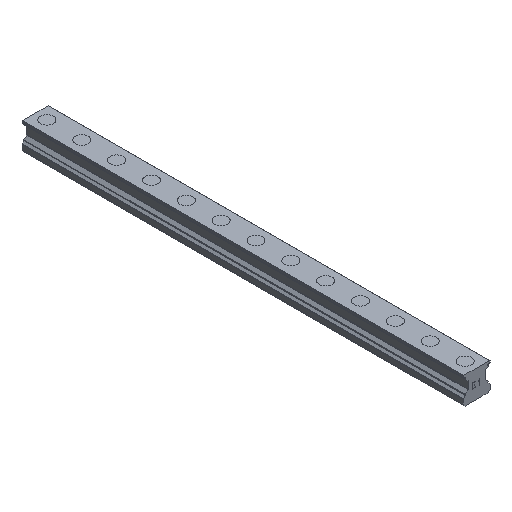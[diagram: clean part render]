
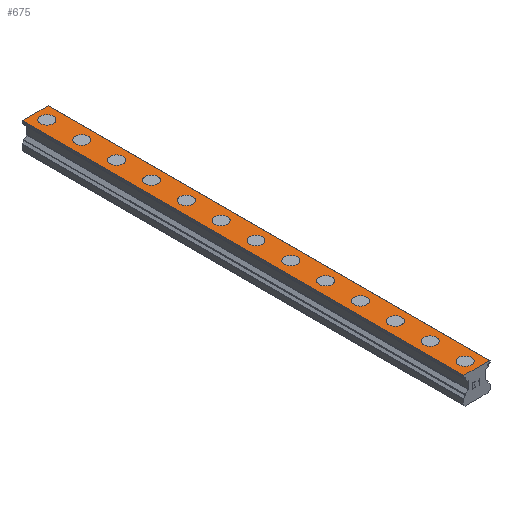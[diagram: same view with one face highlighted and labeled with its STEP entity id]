
A CAD part, isometric view. The second image highlights one B-rep face of the part: STEP entity #675.
In plain terms, the highlighted planar face has unit normal (0, 0, 1).
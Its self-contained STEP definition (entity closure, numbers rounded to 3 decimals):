
#675=ADVANCED_FACE('',(#1399,#1400,#1401,#1402,#1403,#1404,#1405,#1406,#1407,#1408,#1409,#1410,#1411,#1412),#1413,.T.);
#1399=FACE_BOUND('',#2152,.T.);
#1400=FACE_BOUND('',#2153,.T.);
#1401=FACE_BOUND('',#2154,.T.);
#1402=FACE_BOUND('',#2155,.T.);
#1403=FACE_BOUND('',#2156,.T.);
#1404=FACE_BOUND('',#2157,.T.);
#1405=FACE_BOUND('',#2158,.T.);
#1406=FACE_BOUND('',#2159,.T.);
#1407=FACE_BOUND('',#2160,.T.);
#1408=FACE_BOUND('',#2161,.T.);
#1409=FACE_BOUND('',#2162,.T.);
#1410=FACE_BOUND('',#2163,.T.);
#1411=FACE_BOUND('',#2164,.T.);
#1412=FACE_OUTER_BOUND('',#2165,.T.);
#1413=PLANE('',#2166);
#2152=EDGE_LOOP('',(#4081,#4082));
#2153=EDGE_LOOP('',(#4083,#4084));
#2154=EDGE_LOOP('',(#4085,#4086));
#2155=EDGE_LOOP('',(#4087,#4088));
#2156=EDGE_LOOP('',(#4089,#4090));
#2157=EDGE_LOOP('',(#4091,#4092));
#2158=EDGE_LOOP('',(#4093,#4094));
#2159=EDGE_LOOP('',(#4095,#4096));
#2160=EDGE_LOOP('',(#4097,#4098));
#2161=EDGE_LOOP('',(#4099,#4100));
#2162=EDGE_LOOP('',(#4101,#4102));
#2163=EDGE_LOOP('',(#4103,#4104));
#2164=EDGE_LOOP('',(#4105,#4106));
#2165=EDGE_LOOP('',(#4107,#4108,#4109,#4110));
#2166=AXIS2_PLACEMENT_3D('',#4111,#4112,#4113);
#4081=ORIENTED_EDGE('',*,*,#4442,.T.);
#4082=ORIENTED_EDGE('',*,*,#4935,.T.);
#4083=ORIENTED_EDGE('',*,*,#4432,.T.);
#4084=ORIENTED_EDGE('',*,*,#4941,.T.);
#4085=ORIENTED_EDGE('',*,*,#4422,.T.);
#4086=ORIENTED_EDGE('',*,*,#4947,.T.);
#4087=ORIENTED_EDGE('',*,*,#4412,.T.);
#4088=ORIENTED_EDGE('',*,*,#4953,.T.);
#4089=ORIENTED_EDGE('',*,*,#4402,.T.);
#4090=ORIENTED_EDGE('',*,*,#4959,.T.);
#4091=ORIENTED_EDGE('',*,*,#4392,.T.);
#4092=ORIENTED_EDGE('',*,*,#4965,.T.);
#4093=ORIENTED_EDGE('',*,*,#4382,.T.);
#4094=ORIENTED_EDGE('',*,*,#4971,.T.);
#4095=ORIENTED_EDGE('',*,*,#4372,.T.);
#4096=ORIENTED_EDGE('',*,*,#4977,.T.);
#4097=ORIENTED_EDGE('',*,*,#4362,.T.);
#4098=ORIENTED_EDGE('',*,*,#4983,.T.);
#4099=ORIENTED_EDGE('',*,*,#4352,.T.);
#4100=ORIENTED_EDGE('',*,*,#4989,.T.);
#4101=ORIENTED_EDGE('',*,*,#4342,.T.);
#4102=ORIENTED_EDGE('',*,*,#4995,.T.);
#4103=ORIENTED_EDGE('',*,*,#4332,.T.);
#4104=ORIENTED_EDGE('',*,*,#5001,.T.);
#4105=ORIENTED_EDGE('',*,*,#4322,.T.);
#4106=ORIENTED_EDGE('',*,*,#5007,.T.);
#4107=ORIENTED_EDGE('',*,*,#4908,.T.);
#4108=ORIENTED_EDGE('',*,*,#5066,.F.);
#4109=ORIENTED_EDGE('',*,*,#4769,.T.);
#4110=ORIENTED_EDGE('',*,*,#5064,.T.);
#4111=CARTESIAN_POINT('',(0.,380.0,23.6));
#4112=DIRECTION('',(0.0,0.0,1.0));
#4113=DIRECTION('',(-1.0,0.0,0.0));
#4322=EDGE_CURVE('',#5130,#5127,#5131,.T.);
#4332=EDGE_CURVE('',#5148,#5145,#5149,.T.);
#4342=EDGE_CURVE('',#5166,#5163,#5167,.T.);
#4352=EDGE_CURVE('',#5184,#5181,#5185,.T.);
#4362=EDGE_CURVE('',#5202,#5199,#5203,.T.);
#4372=EDGE_CURVE('',#5220,#5217,#5221,.T.);
#4382=EDGE_CURVE('',#5238,#5235,#5239,.T.);
#4392=EDGE_CURVE('',#5256,#5253,#5257,.T.);
#4402=EDGE_CURVE('',#5274,#5271,#5275,.T.);
#4412=EDGE_CURVE('',#5292,#5289,#5293,.T.);
#4422=EDGE_CURVE('',#5310,#5307,#5311,.T.);
#4432=EDGE_CURVE('',#5328,#5325,#5329,.T.);
#4442=EDGE_CURVE('',#5346,#5343,#5347,.T.);
#4769=EDGE_CURVE('',#5830,#5828,#5831,.T.);
#4908=EDGE_CURVE('',#6063,#6061,#6064,.T.);
#4935=EDGE_CURVE('',#5343,#5346,#6115,.T.);
#4941=EDGE_CURVE('',#5325,#5328,#6121,.T.);
#4947=EDGE_CURVE('',#5307,#5310,#6127,.T.);
#4953=EDGE_CURVE('',#5289,#5292,#6133,.T.);
#4959=EDGE_CURVE('',#5271,#5274,#6139,.T.);
#4965=EDGE_CURVE('',#5253,#5256,#6145,.T.);
#4971=EDGE_CURVE('',#5235,#5238,#6151,.T.);
#4977=EDGE_CURVE('',#5217,#5220,#6157,.T.);
#4983=EDGE_CURVE('',#5199,#5202,#6163,.T.);
#4989=EDGE_CURVE('',#5181,#5184,#6169,.T.);
#4995=EDGE_CURVE('',#5163,#5166,#6175,.T.);
#5001=EDGE_CURVE('',#5145,#5148,#6181,.T.);
#5007=EDGE_CURVE('',#5127,#5130,#6187,.T.);
#5064=EDGE_CURVE('',#5828,#6063,#6244,.T.);
#5066=EDGE_CURVE('',#5830,#6061,#6246,.T.);
#5127=VERTEX_POINT('',#6309);
#5130=VERTEX_POINT('',#6313);
#5131=CIRCLE('',#6314,5.5);
#5145=VERTEX_POINT('',#6331);
#5148=VERTEX_POINT('',#6335);
#5149=CIRCLE('',#6336,5.5);
#5163=VERTEX_POINT('',#6353);
#5166=VERTEX_POINT('',#6357);
#5167=CIRCLE('',#6358,5.5);
#5181=VERTEX_POINT('',#6375);
#5184=VERTEX_POINT('',#6379);
#5185=CIRCLE('',#6380,5.5);
#5199=VERTEX_POINT('',#6397);
#5202=VERTEX_POINT('',#6401);
#5203=CIRCLE('',#6402,5.5);
#5217=VERTEX_POINT('',#6419);
#5220=VERTEX_POINT('',#6423);
#5221=CIRCLE('',#6424,5.5);
#5235=VERTEX_POINT('',#6441);
#5238=VERTEX_POINT('',#6445);
#5239=CIRCLE('',#6446,5.5);
#5253=VERTEX_POINT('',#6463);
#5256=VERTEX_POINT('',#6467);
#5257=CIRCLE('',#6468,5.5);
#5271=VERTEX_POINT('',#6485);
#5274=VERTEX_POINT('',#6489);
#5275=CIRCLE('',#6490,5.5);
#5289=VERTEX_POINT('',#6507);
#5292=VERTEX_POINT('',#6511);
#5293=CIRCLE('',#6512,5.5);
#5307=VERTEX_POINT('',#6529);
#5310=VERTEX_POINT('',#6533);
#5311=CIRCLE('',#6534,5.5);
#5325=VERTEX_POINT('',#6551);
#5328=VERTEX_POINT('',#6555);
#5329=CIRCLE('',#6556,5.5);
#5343=VERTEX_POINT('',#6573);
#5346=VERTEX_POINT('',#6577);
#5347=CIRCLE('',#6578,5.5);
#5828=VERTEX_POINT('',#7216);
#5830=VERTEX_POINT('',#7219);
#5831=LINE('',#7220,#7221);
#6061=VERTEX_POINT('',#7546);
#6063=VERTEX_POINT('',#7549);
#6064=LINE('',#7550,#7551);
#6115=CIRCLE('',#7618,5.5);
#6121=CIRCLE('',#7624,5.5);
#6127=CIRCLE('',#7630,5.5);
#6133=CIRCLE('',#7636,5.5);
#6139=CIRCLE('',#7642,5.5);
#6145=CIRCLE('',#7648,5.5);
#6151=CIRCLE('',#7654,5.5);
#6157=CIRCLE('',#7660,5.5);
#6163=CIRCLE('',#7666,5.5);
#6169=CIRCLE('',#7672,5.5);
#6175=CIRCLE('',#7678,5.5);
#6181=CIRCLE('',#7684,5.5);
#6187=CIRCLE('',#7690,5.5);
#6244=LINE('',#7773,#7774);
#6246=LINE('',#7776,#7777);
#6309=CARTESIAN_POINT('',(5.5,10.0,23.6));
#6313=CARTESIAN_POINT('',(-5.5,10.0,23.6));
#6314=AXIS2_PLACEMENT_3D('',#7861,#7862,#7863);
#6331=CARTESIAN_POINT('',(5.5,40.0,23.6));
#6335=CARTESIAN_POINT('',(-5.5,40.0,23.6));
#6336=AXIS2_PLACEMENT_3D('',#7877,#7878,#7879);
#6353=CARTESIAN_POINT('',(5.5,70.0,23.6));
#6357=CARTESIAN_POINT('',(-5.5,70.0,23.6));
#6358=AXIS2_PLACEMENT_3D('',#7893,#7894,#7895);
#6375=CARTESIAN_POINT('',(5.5,100.0,23.6));
#6379=CARTESIAN_POINT('',(-5.5,100.0,23.6));
#6380=AXIS2_PLACEMENT_3D('',#7909,#7910,#7911);
#6397=CARTESIAN_POINT('',(5.5,130.0,23.6));
#6401=CARTESIAN_POINT('',(-5.5,130.0,23.6));
#6402=AXIS2_PLACEMENT_3D('',#7925,#7926,#7927);
#6419=CARTESIAN_POINT('',(5.5,160.0,23.6));
#6423=CARTESIAN_POINT('',(-5.5,160.0,23.6));
#6424=AXIS2_PLACEMENT_3D('',#7941,#7942,#7943);
#6441=CARTESIAN_POINT('',(5.5,190.0,23.6));
#6445=CARTESIAN_POINT('',(-5.5,190.0,23.6));
#6446=AXIS2_PLACEMENT_3D('',#7957,#7958,#7959);
#6463=CARTESIAN_POINT('',(5.5,220.0,23.6));
#6467=CARTESIAN_POINT('',(-5.5,220.0,23.6));
#6468=AXIS2_PLACEMENT_3D('',#7973,#7974,#7975);
#6485=CARTESIAN_POINT('',(5.5,250.0,23.6));
#6489=CARTESIAN_POINT('',(-5.5,250.0,23.6));
#6490=AXIS2_PLACEMENT_3D('',#7989,#7990,#7991);
#6507=CARTESIAN_POINT('',(5.5,280.0,23.6));
#6511=CARTESIAN_POINT('',(-5.5,280.0,23.6));
#6512=AXIS2_PLACEMENT_3D('',#8005,#8006,#8007);
#6529=CARTESIAN_POINT('',(5.5,310.0,23.6));
#6533=CARTESIAN_POINT('',(-5.5,310.0,23.6));
#6534=AXIS2_PLACEMENT_3D('',#8021,#8022,#8023);
#6551=CARTESIAN_POINT('',(5.5,340.0,23.6));
#6555=CARTESIAN_POINT('',(-5.5,340.0,23.6));
#6556=AXIS2_PLACEMENT_3D('',#8037,#8038,#8039);
#6573=CARTESIAN_POINT('',(5.5,370.0,23.6));
#6577=CARTESIAN_POINT('',(-5.5,370.0,23.6));
#6578=AXIS2_PLACEMENT_3D('',#8053,#8054,#8055);
#7216=CARTESIAN_POINT('',(-11.1,380.0,23.6));
#7219=CARTESIAN_POINT('',(11.1,380.0,23.6));
#7220=CARTESIAN_POINT('',(11.1,380.0,23.6));
#7221=VECTOR('',#8439,1.0);
#7546=CARTESIAN_POINT('',(11.1,0.0,23.6));
#7549=CARTESIAN_POINT('',(-11.1,0.0,23.6));
#7550=CARTESIAN_POINT('',(11.1,0.0,23.6));
#7551=VECTOR('',#8590,1.0);
#7618=AXIS2_PLACEMENT_3D('',#8634,#8635,#8636);
#7624=AXIS2_PLACEMENT_3D('',#8643,#8644,#8645);
#7630=AXIS2_PLACEMENT_3D('',#8652,#8653,#8654);
#7636=AXIS2_PLACEMENT_3D('',#8661,#8662,#8663);
#7642=AXIS2_PLACEMENT_3D('',#8670,#8671,#8672);
#7648=AXIS2_PLACEMENT_3D('',#8679,#8680,#8681);
#7654=AXIS2_PLACEMENT_3D('',#8688,#8689,#8690);
#7660=AXIS2_PLACEMENT_3D('',#8697,#8698,#8699);
#7666=AXIS2_PLACEMENT_3D('',#8706,#8707,#8708);
#7672=AXIS2_PLACEMENT_3D('',#8715,#8716,#8717);
#7678=AXIS2_PLACEMENT_3D('',#8724,#8725,#8726);
#7684=AXIS2_PLACEMENT_3D('',#8733,#8734,#8735);
#7690=AXIS2_PLACEMENT_3D('',#8742,#8743,#8744);
#7773=CARTESIAN_POINT('',(-11.1,380.0,23.6));
#7774=VECTOR('',#8777,1.0);
#7776=CARTESIAN_POINT('',(11.1,380.0,23.6));
#7777=VECTOR('',#8778,1.0);
#7861=CARTESIAN_POINT('',(0.0,10.0,23.6));
#7862=DIRECTION('',(0.0,0.0,-1.0));
#7863=DIRECTION('',(1.0,0.0,0.0));
#7877=CARTESIAN_POINT('',(0.0,40.0,23.6));
#7878=DIRECTION('',(0.0,0.0,-1.0));
#7879=DIRECTION('',(1.0,0.0,0.0));
#7893=CARTESIAN_POINT('',(0.0,70.0,23.6));
#7894=DIRECTION('',(0.0,0.0,-1.0));
#7895=DIRECTION('',(1.0,0.0,0.0));
#7909=CARTESIAN_POINT('',(0.0,100.0,23.6));
#7910=DIRECTION('',(0.0,0.0,-1.0));
#7911=DIRECTION('',(1.0,0.0,0.0));
#7925=CARTESIAN_POINT('',(0.0,130.0,23.6));
#7926=DIRECTION('',(0.0,0.0,-1.0));
#7927=DIRECTION('',(1.0,0.0,0.0));
#7941=CARTESIAN_POINT('',(0.0,160.0,23.6));
#7942=DIRECTION('',(0.0,0.0,-1.0));
#7943=DIRECTION('',(1.0,0.0,0.0));
#7957=CARTESIAN_POINT('',(0.0,190.0,23.6));
#7958=DIRECTION('',(0.0,0.0,-1.0));
#7959=DIRECTION('',(1.0,0.0,0.0));
#7973=CARTESIAN_POINT('',(0.0,220.0,23.6));
#7974=DIRECTION('',(0.0,0.0,-1.0));
#7975=DIRECTION('',(1.0,0.0,0.0));
#7989=CARTESIAN_POINT('',(0.0,250.0,23.6));
#7990=DIRECTION('',(0.0,0.0,-1.0));
#7991=DIRECTION('',(1.0,0.0,0.0));
#8005=CARTESIAN_POINT('',(0.0,280.0,23.6));
#8006=DIRECTION('',(0.0,0.0,-1.0));
#8007=DIRECTION('',(1.0,0.0,0.0));
#8021=CARTESIAN_POINT('',(0.0,310.0,23.6));
#8022=DIRECTION('',(0.0,0.0,-1.0));
#8023=DIRECTION('',(1.0,0.0,0.0));
#8037=CARTESIAN_POINT('',(0.0,340.0,23.6));
#8038=DIRECTION('',(0.0,0.0,-1.0));
#8039=DIRECTION('',(1.0,0.0,0.0));
#8053=CARTESIAN_POINT('',(0.0,370.0,23.6));
#8054=DIRECTION('',(0.0,0.0,-1.0));
#8055=DIRECTION('',(1.0,0.0,0.0));
#8439=DIRECTION('',(-1.0,0.0,0.0));
#8590=DIRECTION('',(1.0,0.0,0.0));
#8634=CARTESIAN_POINT('',(0.0,370.0,23.6));
#8635=DIRECTION('',(0.0,0.0,-1.0));
#8636=DIRECTION('',(1.0,0.0,0.0));
#8643=CARTESIAN_POINT('',(0.0,340.0,23.6));
#8644=DIRECTION('',(0.0,0.0,-1.0));
#8645=DIRECTION('',(1.0,0.0,0.0));
#8652=CARTESIAN_POINT('',(0.0,310.0,23.6));
#8653=DIRECTION('',(0.0,0.0,-1.0));
#8654=DIRECTION('',(1.0,0.0,0.0));
#8661=CARTESIAN_POINT('',(0.0,280.0,23.6));
#8662=DIRECTION('',(0.0,0.0,-1.0));
#8663=DIRECTION('',(1.0,0.0,0.0));
#8670=CARTESIAN_POINT('',(0.0,250.0,23.6));
#8671=DIRECTION('',(0.0,0.0,-1.0));
#8672=DIRECTION('',(1.0,0.0,0.0));
#8679=CARTESIAN_POINT('',(0.0,220.0,23.6));
#8680=DIRECTION('',(0.0,0.0,-1.0));
#8681=DIRECTION('',(1.0,0.0,0.0));
#8688=CARTESIAN_POINT('',(0.0,190.0,23.6));
#8689=DIRECTION('',(0.0,0.0,-1.0));
#8690=DIRECTION('',(1.0,0.0,0.0));
#8697=CARTESIAN_POINT('',(0.0,160.0,23.6));
#8698=DIRECTION('',(0.0,0.0,-1.0));
#8699=DIRECTION('',(1.0,0.0,0.0));
#8706=CARTESIAN_POINT('',(0.0,130.0,23.6));
#8707=DIRECTION('',(0.0,0.0,-1.0));
#8708=DIRECTION('',(1.0,0.0,0.0));
#8715=CARTESIAN_POINT('',(0.0,100.0,23.6));
#8716=DIRECTION('',(0.0,0.0,-1.0));
#8717=DIRECTION('',(1.0,0.0,0.0));
#8724=CARTESIAN_POINT('',(0.0,70.0,23.6));
#8725=DIRECTION('',(0.0,0.0,-1.0));
#8726=DIRECTION('',(1.0,0.0,0.0));
#8733=CARTESIAN_POINT('',(0.0,40.0,23.6));
#8734=DIRECTION('',(0.0,0.0,-1.0));
#8735=DIRECTION('',(1.0,0.0,0.0));
#8742=CARTESIAN_POINT('',(0.0,10.0,23.6));
#8743=DIRECTION('',(0.0,0.0,-1.0));
#8744=DIRECTION('',(1.0,0.0,0.0));
#8777=DIRECTION('',(0.0,-1.0,0.0));
#8778=DIRECTION('',(0.0,-1.0,0.0));
